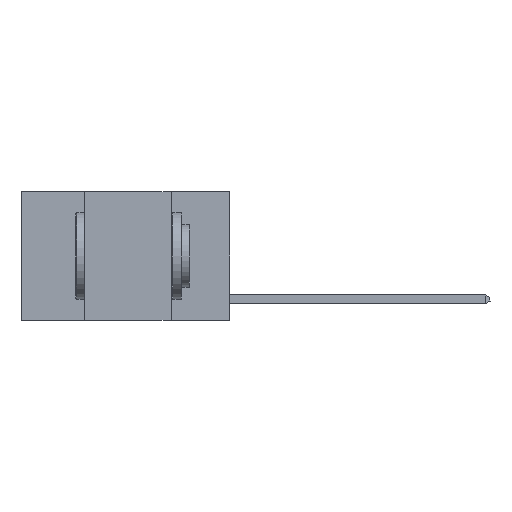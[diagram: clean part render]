
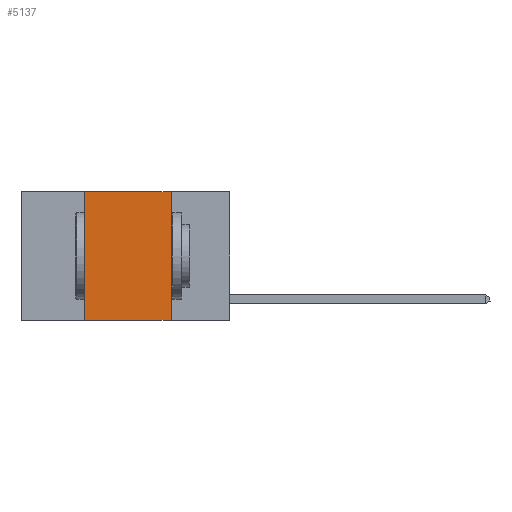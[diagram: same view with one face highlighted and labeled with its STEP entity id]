
A CAD part, left-side view. The second image highlights one B-rep face of the part: STEP entity #5137.
In plain terms, the highlighted planar face has unit normal (-1, 0, 0).
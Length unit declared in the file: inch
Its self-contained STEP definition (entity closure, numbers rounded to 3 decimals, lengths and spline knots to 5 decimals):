
#205 = LINE ( 'NONE', #16835, #7169 ) ;
#226 = ORIENTED_EDGE ( 'NONE', *, *, #13848, .F. ) ;
#1093 = DIRECTION ( 'NONE',  ( 1., 0., 0. ) ) ;
#1333 = EDGE_CURVE ( 'NONE', #3456, #12180, #205, .T. ) ;
#2059 = VERTEX_POINT ( 'NONE', #14871 ) ;
#2258 = ORIENTED_EDGE ( 'NONE', *, *, #3971, .F. ) ;
#2284 = CARTESIAN_POINT ( 'NONE',  ( 0., 0.6, 0. ) ) ;
#3240 = CARTESIAN_POINT ( 'NONE',  ( 0., 0.42, 0. ) ) ;
#3275 = VECTOR ( 'NONE', #8190, 39.37008 ) ;
#3456 = VERTEX_POINT ( 'NONE', #10480 ) ;
#3971 = EDGE_CURVE ( 'NONE', #2059, #14919, #15120, .T. ) ;
#5111 = CARTESIAN_POINT ( 'NONE',  ( 0., 0.6, 0. ) ) ;
#5137 = ADVANCED_FACE ( 'NONE', ( #13603 ), #14669, .F. ) ;
#6053 = LINE ( 'NONE', #11721, #17643 ) ;
#7169 = VECTOR ( 'NONE', #16652, 39.37008 ) ;
#7705 = ORIENTED_EDGE ( 'NONE', *, *, #10848, .T. ) ;
#7799 = VECTOR ( 'NONE', #10756, 39.37008 ) ;
#8190 = DIRECTION ( 'NONE',  ( 0., 0., 1. ) ) ;
#9742 = CARTESIAN_POINT ( 'NONE',  ( 0., 0.42, 0. ) ) ;
#10480 = CARTESIAN_POINT ( 'NONE',  ( 0., 0.17, 0. ) ) ;
#10756 = DIRECTION ( 'NONE',  ( 0., -1., 0. ) ) ;
#10848 = EDGE_CURVE ( 'NONE', #2059, #12180, #6053, .T. ) ;
#11721 = CARTESIAN_POINT ( 'NONE',  ( 0., 0.6, -0.37 ) ) ;
#11904 = DIRECTION ( 'NONE',  ( 0., -1., 0. ) ) ;
#12180 = VERTEX_POINT ( 'NONE', #17845 ) ;
#12305 = ORIENTED_EDGE ( 'NONE', *, *, #1333, .F. ) ;
#13426 = DIRECTION ( 'NONE',  ( 0., 0., -1. ) ) ;
#13603 = FACE_OUTER_BOUND ( 'NONE', #16797, .T. ) ;
#13848 = EDGE_CURVE ( 'NONE', #14919, #3456, #16171, .T. ) ;
#14669 = PLANE ( 'NONE',  #15322 ) ;
#14871 = CARTESIAN_POINT ( 'NONE',  ( 0., 0.42, -0.37 ) ) ;
#14919 = VERTEX_POINT ( 'NONE', #3240 ) ;
#15120 = LINE ( 'NONE', #9742, #3275 ) ;
#15322 = AXIS2_PLACEMENT_3D ( 'NONE', #2284, #1093, #13426 ) ;
#16171 = LINE ( 'NONE', #5111, #7799 ) ;
#16652 = DIRECTION ( 'NONE',  ( 0., 0., -1. ) ) ;
#16797 = EDGE_LOOP ( 'NONE', ( #12305, #226, #2258, #7705 ) ) ;
#16835 = CARTESIAN_POINT ( 'NONE',  ( 0., 0.17, 0. ) ) ;
#17643 = VECTOR ( 'NONE', #11904, 39.37008 ) ;
#17845 = CARTESIAN_POINT ( 'NONE',  ( 0., 0.17, -0.37 ) ) ;
